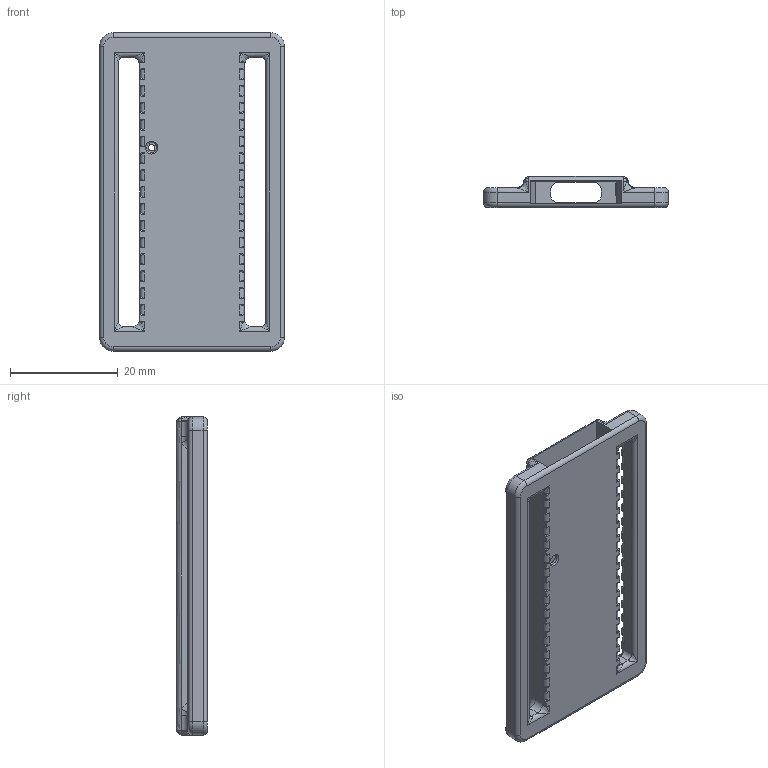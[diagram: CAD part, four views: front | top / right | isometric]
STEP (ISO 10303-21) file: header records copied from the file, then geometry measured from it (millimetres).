
FILE_DESCRIPTION (( 'STEP AP214' ), '1' );
FILE_NAME ('Case.STEP', '2025-12-30T03:14:36', ( '' ), ( '' ), 'MPSTEP 2.0', 'Macroplastics Offline CAD Suite', '' );
FILE_SCHEMA (( 'UwU' ));
Length unit declared in the file: millimetre
Products named in the file (1): Case
Bounding box: 34.3 x 5.71 x 59.02 mm (x, y, z)
Volume: 3988.5 mm3; surface area: 8841.5 mm2
Topology: 4 solids, 4 shells, 776 faces, 2100 edges, 1312 vertices
Faces by surface type: cylinder 372, plane 333, bspline 53, torus 12, cone 6
Entity records: 27030 total; most frequent: CARTESIAN_POINT 8872, ORIENTED_EDGE 4164, DIRECTION 3235, EDGE_CURVE 2082, LINE 1321, VECTOR 1321, VERTEX_POINT 1312, AXIS2_PLACEMENT_3D 957
